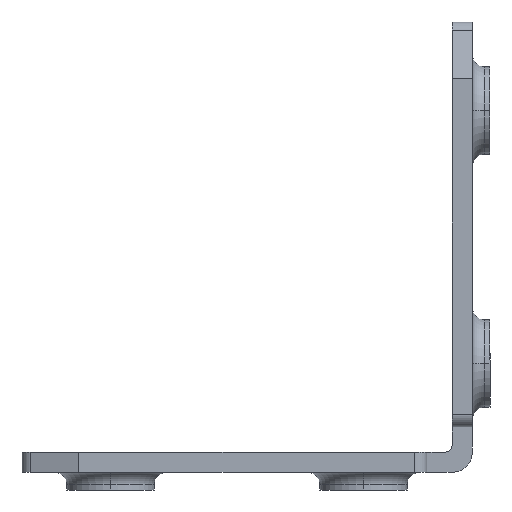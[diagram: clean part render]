
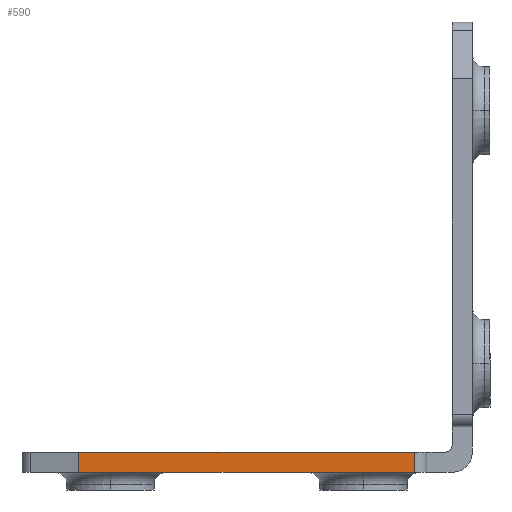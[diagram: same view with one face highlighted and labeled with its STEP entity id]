
A CAD part, left-side view. The second image highlights one B-rep face of the part: STEP entity #590.
In plain terms, the highlighted planar face has unit normal (-1, 0, 0).
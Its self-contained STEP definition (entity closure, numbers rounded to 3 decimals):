
#80 = EDGE_CURVE ( 'NONE', #1623, #460, #342, .T. ) ;
#172 = LINE ( 'NONE', #1509, #2027 ) ;
#202 = DIRECTION ( 'NONE',  ( 0., -1., 0. ) ) ;
#206 = VECTOR ( 'NONE', #202, 1000. ) ;
#213 = EDGE_CURVE ( 'NONE', #682, #1664, #1482, .T. ) ;
#288 = EDGE_LOOP ( 'NONE', ( #339, #865, #368, #1599 ) ) ;
#339 = ORIENTED_EDGE ( 'NONE', *, *, #80, .F. ) ;
#342 = LINE ( 'NONE', #1864, #206 ) ;
#368 = ORIENTED_EDGE ( 'NONE', *, *, #213, .T. ) ;
#460 = VERTEX_POINT ( 'NONE', #1831 ) ;
#498 = CARTESIAN_POINT ( 'NONE',  ( -5., 3., -1.6 ) ) ;
#590 = ADVANCED_FACE ( 'NONE', ( #1488 ), #2156, .T. ) ;
#682 = VERTEX_POINT ( 'NONE', #1903 ) ;
#828 = LINE ( 'NONE', #1836, #1279 ) ;
#865 = ORIENTED_EDGE ( 'NONE', *, *, #1656, .F. ) ;
#954 = EDGE_CURVE ( 'NONE', #1664, #460, #172, .T. ) ;
#1063 = DIRECTION ( 'NONE',  ( 0., -1., 0. ) ) ;
#1086 = AXIS2_PLACEMENT_3D ( 'NONE', #498, #1183, #1161 ) ;
#1161 = DIRECTION ( 'NONE',  ( 0., 0., 1. ) ) ;
#1183 = DIRECTION ( 'NONE',  ( -1., 0., 0. ) ) ;
#1211 = DIRECTION ( 'NONE',  ( 0., 0., 1. ) ) ;
#1279 = VECTOR ( 'NONE', #1967, 1000. ) ;
#1323 = VECTOR ( 'NONE', #1063, 1000. ) ;
#1407 = CARTESIAN_POINT ( 'NONE',  ( -5., 29.5, -1.6 ) ) ;
#1482 = LINE ( 'NONE', #1407, #1323 ) ;
#1483 = CARTESIAN_POINT ( 'NONE',  ( -5., 3., -1.6 ) ) ;
#1488 = FACE_OUTER_BOUND ( 'NONE', #288, .T. ) ;
#1509 = CARTESIAN_POINT ( 'NONE',  ( -5., 3., -1.6 ) ) ;
#1599 = ORIENTED_EDGE ( 'NONE', *, *, #954, .T. ) ;
#1623 = VERTEX_POINT ( 'NONE', #1770 ) ;
#1656 = EDGE_CURVE ( 'NONE', #682, #1623, #828, .T. ) ;
#1664 = VERTEX_POINT ( 'NONE', #1483 ) ;
#1770 = CARTESIAN_POINT ( 'NONE',  ( -5., 29.5, 0. ) ) ;
#1831 = CARTESIAN_POINT ( 'NONE',  ( -5., 3., 0. ) ) ;
#1836 = CARTESIAN_POINT ( 'NONE',  ( -5., 29.5, -1.6 ) ) ;
#1864 = CARTESIAN_POINT ( 'NONE',  ( -5., 3., 0. ) ) ;
#1903 = CARTESIAN_POINT ( 'NONE',  ( -5., 29.5, -1.6 ) ) ;
#1967 = DIRECTION ( 'NONE',  ( 0., 0., 1. ) ) ;
#2027 = VECTOR ( 'NONE', #1211, 1000. ) ;
#2156 = PLANE ( 'NONE',  #1086 ) ;
